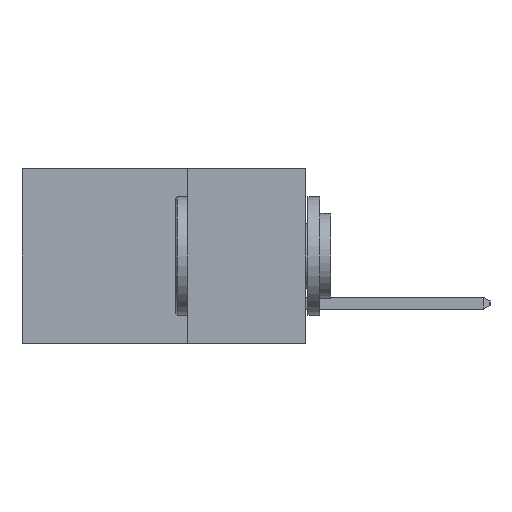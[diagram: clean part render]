
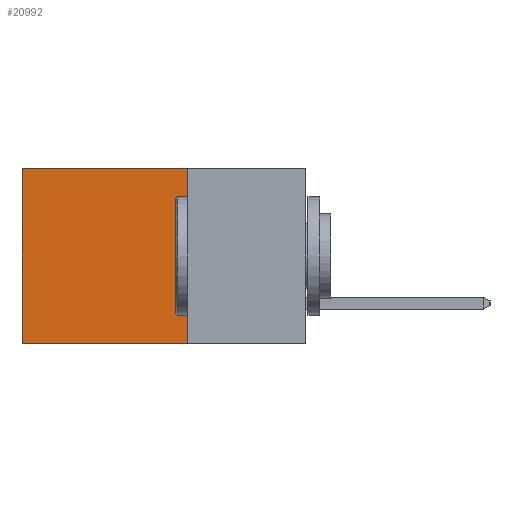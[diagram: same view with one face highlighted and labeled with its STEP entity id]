
A CAD part, left-side view. The second image highlights one B-rep face of the part: STEP entity #20992.
In plain terms, the highlighted planar face has unit normal (-1, 0, 0).
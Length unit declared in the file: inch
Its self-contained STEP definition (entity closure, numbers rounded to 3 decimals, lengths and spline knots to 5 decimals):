
#893 = EDGE_CURVE ( 'NONE', #4763, #15314, #24221, .T. ) ;
#2129 = ORIENTED_EDGE ( 'NONE', *, *, #893, .F. ) ;
#2164 = LINE ( 'NONE', #20028, #11055 ) ;
#2206 = AXIS2_PLACEMENT_3D ( 'NONE', #17897, #23531, #12246 ) ;
#2295 = EDGE_CURVE ( 'NONE', #15314, #3201, #16825, .T. ) ;
#2459 = DIRECTION ( 'NONE',  ( 0., 1., 0. ) ) ;
#2527 = VECTOR ( 'NONE', #2459, 39.37008 ) ;
#3201 = VERTEX_POINT ( 'NONE', #18977 ) ;
#3366 = EDGE_CURVE ( 'NONE', #4763, #15452, #7613, .T. ) ;
#4663 = CARTESIAN_POINT ( 'NONE',  ( 0.298, 0.25, 0. ) ) ;
#4763 = VERTEX_POINT ( 'NONE', #4663 ) ;
#4797 = CARTESIAN_POINT ( 'NONE',  ( 0.298, 0.6, 0. ) ) ;
#5462 = FACE_OUTER_BOUND ( 'NONE', #18259, .T. ) ;
#5811 = ORIENTED_EDGE ( 'NONE', *, *, #2295, .F. ) ;
#7613 = LINE ( 'NONE', #10032, #2527 ) ;
#9091 = EDGE_CURVE ( 'NONE', #15452, #3201, #2164, .T. ) ;
#10032 = CARTESIAN_POINT ( 'NONE',  ( 0.298, 0.25, 0. ) ) ;
#10359 = PLANE ( 'NONE',  #2206 ) ;
#11055 = VECTOR ( 'NONE', #12451, 39.37008 ) ;
#11640 = CARTESIAN_POINT ( 'NONE',  ( 0.298, 0.25, -0.37 ) ) ;
#11856 = CARTESIAN_POINT ( 'NONE',  ( 0.298, 0.25, -0.37 ) ) ;
#12246 = DIRECTION ( 'NONE',  ( 0., 0., -1. ) ) ;
#12451 = DIRECTION ( 'NONE',  ( 0., 0., -1. ) ) ;
#14009 = ORIENTED_EDGE ( 'NONE', *, *, #9091, .T. ) ;
#15314 = VERTEX_POINT ( 'NONE', #11640 ) ;
#15452 = VERTEX_POINT ( 'NONE', #4797 ) ;
#16825 = LINE ( 'NONE', #11856, #21256 ) ;
#17897 = CARTESIAN_POINT ( 'NONE',  ( 0.298, 0.25, 0. ) ) ;
#18259 = EDGE_LOOP ( 'NONE', ( #14009, #5811, #2129, #19232 ) ) ;
#18977 = CARTESIAN_POINT ( 'NONE',  ( 0.298, 0.6, -0.37 ) ) ;
#19232 = ORIENTED_EDGE ( 'NONE', *, *, #3366, .T. ) ;
#20028 = CARTESIAN_POINT ( 'NONE',  ( 0.298, 0.6, 0. ) ) ;
#20494 = CARTESIAN_POINT ( 'NONE',  ( 0.298, 0.25, 0. ) ) ;
#20992 = ADVANCED_FACE ( 'NONE', ( #5462 ), #10359, .F. ) ;
#21256 = VECTOR ( 'NONE', #22047, 39.37008 ) ;
#21264 = DIRECTION ( 'NONE',  ( 0., 0., -1. ) ) ;
#22047 = DIRECTION ( 'NONE',  ( 0., 1., 0. ) ) ;
#23531 = DIRECTION ( 'NONE',  ( 1., 0., 0. ) ) ;
#23619 = VECTOR ( 'NONE', #21264, 39.37008 ) ;
#24221 = LINE ( 'NONE', #20494, #23619 ) ;
